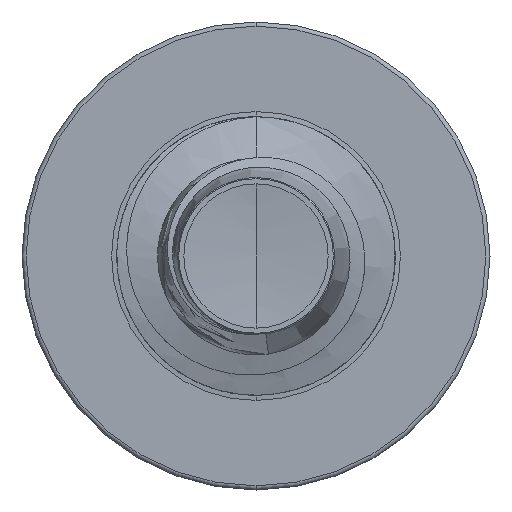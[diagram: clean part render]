
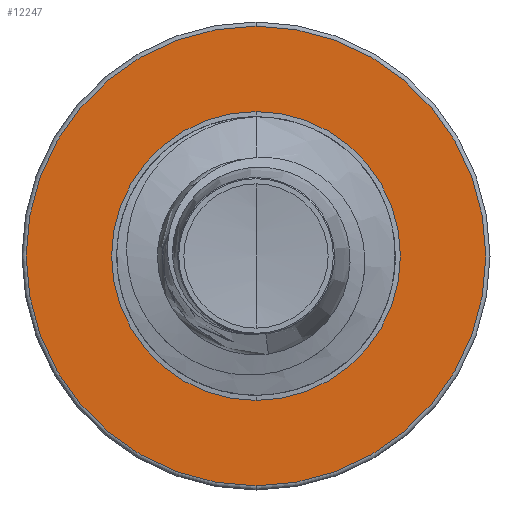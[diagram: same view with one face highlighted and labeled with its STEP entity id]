
A CAD part, front view. The second image highlights one B-rep face of the part: STEP entity #12247.
In plain terms, the highlighted planar face has unit normal (0, -1, 0).
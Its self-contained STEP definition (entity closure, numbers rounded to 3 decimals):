
#391 = CARTESIAN_POINT ( 'NONE',  ( 0., 11., 1.296 ) ) ;
#520 = AXIS2_PLACEMENT_3D ( 'NONE', #3656, #13128, #5114 ) ;
#679 = EDGE_LOOP ( 'NONE', ( #8362, #7116 ) ) ;
#1486 = AXIS2_PLACEMENT_3D ( 'NONE', #1499, #13796, #5946 ) ;
#1499 = CARTESIAN_POINT ( 'NONE',  ( 0., 11., -1.296 ) ) ;
#1567 = AXIS2_PLACEMENT_3D ( 'NONE', #14674, #7307, #15625 ) ;
#3656 = CARTESIAN_POINT ( 'NONE',  ( 0., 11., 0. ) ) ;
#3971 = CARTESIAN_POINT ( 'NONE',  ( 0., 11., -2.062 ) ) ;
#4039 = CARTESIAN_POINT ( 'NONE',  ( 0., 11., -1.296 ) ) ;
#4327 = AXIS2_PLACEMENT_3D ( 'NONE', #5651, #14534, #7065 ) ;
#5114 = DIRECTION ( 'NONE',  ( 0., 0., 1. ) ) ;
#5651 = CARTESIAN_POINT ( 'NONE',  ( 0., 11., 0. ) ) ;
#5946 = DIRECTION ( 'NONE',  ( 0., 0., 1. ) ) ;
#7065 = DIRECTION ( 'NONE',  ( 0., 0., 1. ) ) ;
#7116 = ORIENTED_EDGE ( 'NONE', *, *, #13290, .F. ) ;
#7307 = DIRECTION ( 'NONE',  ( 0., 1., 0. ) ) ;
#7825 = FACE_OUTER_BOUND ( 'NONE', #679, .T. ) ;
#8102 = AXIS2_PLACEMENT_3D ( 'NONE', #8132, #16185, #9499 ) ;
#8132 = CARTESIAN_POINT ( 'NONE',  ( 0., 11., 0. ) ) ;
#8362 = ORIENTED_EDGE ( 'NONE', *, *, #15851, .F. ) ;
#9499 = DIRECTION ( 'NONE',  ( 0., 0., 1. ) ) ;
#10577 = CIRCLE ( 'NONE', #4327, 1.296 ) ;
#10736 = ORIENTED_EDGE ( 'NONE', *, *, #14199, .T. ) ;
#11769 = CARTESIAN_POINT ( 'NONE',  ( 0., 11., 2.063 ) ) ;
#12247 = ADVANCED_FACE ( 'NONE', ( #7825, #14664 ), #12630, .F. ) ;
#12630 = PLANE ( 'NONE',  #1486 ) ;
#12887 = ORIENTED_EDGE ( 'NONE', *, *, #13817, .T. ) ;
#13128 = DIRECTION ( 'NONE',  ( 0., 1., 0. ) ) ;
#13208 = VERTEX_POINT ( 'NONE', #11769 ) ;
#13290 = EDGE_CURVE ( 'NONE', #14710, #13208, #14961, .T. ) ;
#13496 = CIRCLE ( 'NONE', #8102, 1.296 ) ;
#13796 = DIRECTION ( 'NONE',  ( 0., 1., 0. ) ) ;
#13817 = EDGE_CURVE ( 'NONE', #15433, #16457, #10577, .T. ) ;
#14199 = EDGE_CURVE ( 'NONE', #16457, #15433, #13496, .T. ) ;
#14534 = DIRECTION ( 'NONE',  ( 0., 1., 0. ) ) ;
#14664 = FACE_BOUND ( 'NONE', #15933, .T. ) ;
#14674 = CARTESIAN_POINT ( 'NONE',  ( 0., 11., 0. ) ) ;
#14710 = VERTEX_POINT ( 'NONE', #3971 ) ;
#14945 = CIRCLE ( 'NONE', #1567, 2.063 ) ;
#14961 = CIRCLE ( 'NONE', #520, 2.063 ) ;
#15433 = VERTEX_POINT ( 'NONE', #391 ) ;
#15625 = DIRECTION ( 'NONE',  ( 0., 0., 1. ) ) ;
#15851 = EDGE_CURVE ( 'NONE', #13208, #14710, #14945, .T. ) ;
#15933 = EDGE_LOOP ( 'NONE', ( #12887, #10736 ) ) ;
#16185 = DIRECTION ( 'NONE',  ( 0., 1., 0. ) ) ;
#16457 = VERTEX_POINT ( 'NONE', #4039 ) ;
